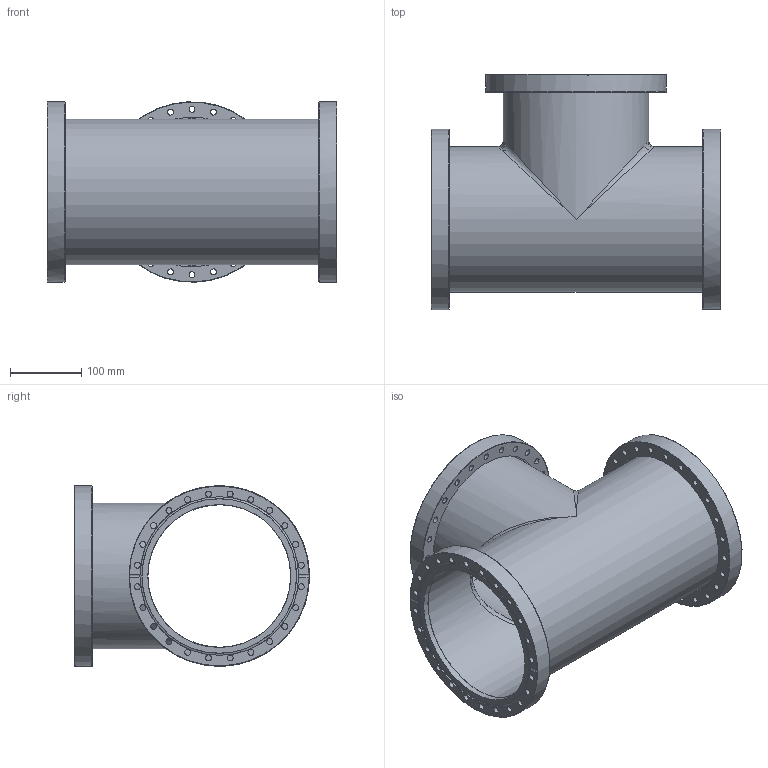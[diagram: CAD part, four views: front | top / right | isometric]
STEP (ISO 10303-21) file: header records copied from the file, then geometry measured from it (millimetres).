
FILE_DESCRIPTION((''),'2;1');
FILE_NAME('TE200R-304.stp','2009-04-24T11:11:02',('hasers'),(''),'Autodesk Inventor 2008','Autodesk Inventor 2008','');
FILE_SCHEMA(('AUTOMOTIVE_DESIGN { 1 0 10303 214 1 1 1 1 }'));
Length unit declared in the file: millimetre
Products named in the file (5): TE200R-304; Rohre [Subject [Summary]=T-Collar][Keywords [Summary]=1.4301][Title [Summary]=TEE200-CF]; CF-07 [Keywords [Summary]=1.4301][Company [Summary]=Vacom][Title [Summary]=F200B204]; CF-R [Subject [Summary]=-304][Title [Summary]=F200RIB204]; CF-R [Subject [Summary]=-304][Title [Summary]=F200RO]
Assembly tree (6 placements, depth 2):
  TE200R-304
    Rohre [Subject [Summary]=T-Collar][Keywords [Summary]=1.4301][Title [Summary]=TEE200-CF]
    CF-07 [Keywords [Summary]=1.4301][Company [Summary]=Vacom][Title [Summary]=F200B204]
    CF-R [Subject [Summary]=-304][Title [Summary]=F200RIB204]  x2
    CF-R [Subject [Summary]=-304][Title [Summary]=F200RO]  x2
Bounding box: 406 x 329.5 x 253 mm (x, y, z)
Volume: 1756876 mm3; surface area: 895509.1 mm2
Topology: 6 solids, 6 shells, 154 faces, 478 edges, 330 vertices
Faces by surface type: bspline 91, cylinder 19, plane 18, torus 18, cone 8
Full cylindrical faces by diameter (mm): 200 x2, 200.5 x1, 204 x2, 204.5 x1, 222.1 x2, 222.3 x1, 223 x2, 253 x3
Entity records: 4936 total; most frequent: CARTESIAN_POINT 2569, DIRECTION 420, ORIENTED_EDGE 352, EDGE_LOOP 288, AXIS2_PLACEMENT_3D 206, FACE_BOUND 185, EDGE_CURVE 176, VERTEX_POINT 160
